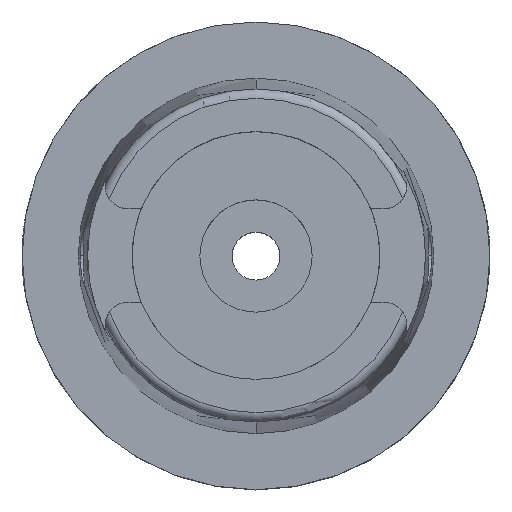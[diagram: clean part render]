
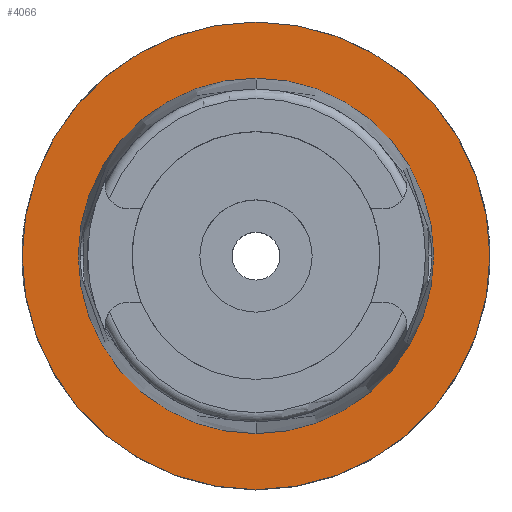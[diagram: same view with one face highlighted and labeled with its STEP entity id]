
A CAD part, top view. The second image highlights one B-rep face of the part: STEP entity #4066.
In plain terms, the highlighted planar face has unit normal (0, 0, 1).
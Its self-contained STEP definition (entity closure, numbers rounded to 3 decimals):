
#2003=CARTESIAN_POINT('',(0.,0.,0.));
#2004=DIRECTION('',(0.,0.,-1.));
#2005=DIRECTION('',(0.,-1.,0.));
#2006=AXIS2_PLACEMENT_3D('',#2003,#2004,#2005);
#2011=CARTESIAN_POINT('',(0.,0.,0.));
#2012=DIRECTION('',(0.,0.,-1.));
#2013=DIRECTION('',(0.,1.,0.));
#2014=AXIS2_PLACEMENT_3D('',#2011,#2012,#2013);
#2019=CARTESIAN_POINT('',(0.,0.,0.));
#2020=DIRECTION('',(0.,0.,1.));
#2021=DIRECTION('',(0.,-1.,0.));
#2022=AXIS2_PLACEMENT_3D('',#2019,#2020,#2021);
#2027=CARTESIAN_POINT('',(0.,0.,0.));
#2028=DIRECTION('',(0.,0.,1.));
#2029=DIRECTION('',(0.,1.,0.));
#2030=AXIS2_PLACEMENT_3D('',#2027,#2028,#2029);
#2327=CARTESIAN_POINT('',(0.,-38.,0.));
#2328=VERTEX_POINT('',#2327);
#2329=CARTESIAN_POINT('',(0.,38.,0.));
#2330=VERTEX_POINT('',#2329);
#2576=CARTESIAN_POINT('',(0.,50.,0.));
#2577=VERTEX_POINT('',#2576);
#2578=CARTESIAN_POINT('',(0.,-50.,0.));
#2579=VERTEX_POINT('',#2578);
#4053=CARTESIAN_POINT('',(0.,0.,0.));
#4054=DIRECTION('',(0.,0.,1.));
#4055=DIRECTION('',(0.,1.,0.));
#4056=AXIS2_PLACEMENT_3D('',#4053,#4054,#4055);
#4057=PLANE('',#4056);
#4058=ORIENTED_EDGE('',*,*,#3818,.T.);
#4059=ORIENTED_EDGE('',*,*,#3927,.T.);
#4060=EDGE_LOOP('',(#4058,#4059));
#4061=FACE_OUTER_BOUND('',#4060,.F.);
#4062=ORIENTED_EDGE('',*,*,#2814,.T.);
#4063=ORIENTED_EDGE('',*,*,#2785,.T.);
#4064=EDGE_LOOP('',(#4062,#4063));
#4065=FACE_BOUND('',#4064,.F.);
#2007=CIRCLE('',#2006,50.);
#2015=CIRCLE('',#2014,50.);
#2023=CIRCLE('',#2022,38.);
#2031=CIRCLE('',#2030,38.);
#2785=EDGE_CURVE('',#2330,#2328,#2031,.T.);
#2814=EDGE_CURVE('',#2328,#2330,#2023,.T.);
#3818=EDGE_CURVE('',#2579,#2577,#2007,.T.);
#3927=EDGE_CURVE('',#2577,#2579,#2015,.T.);
#4066=ADVANCED_FACE('',(#4061,#4065),#4057,.T.);
